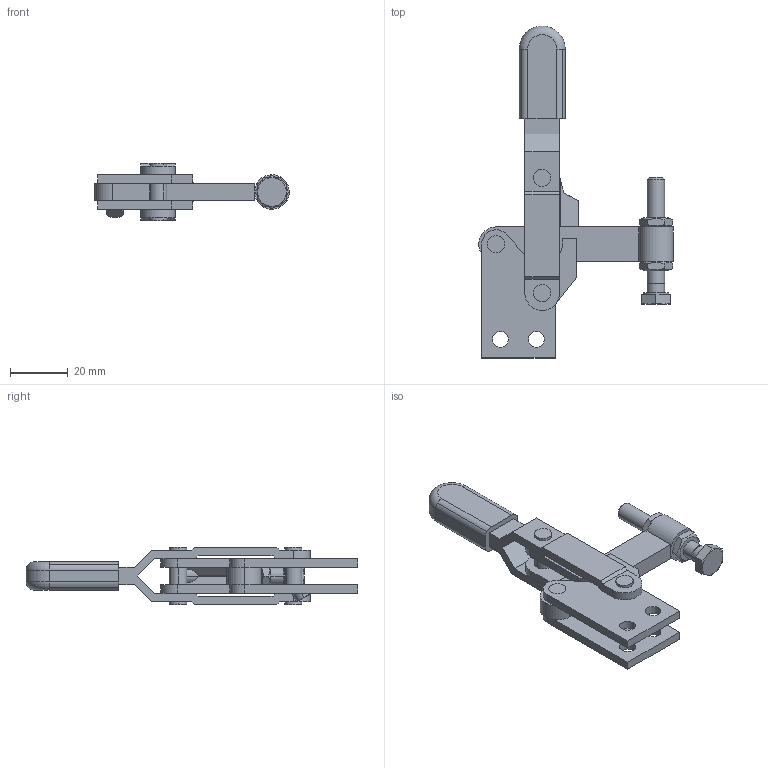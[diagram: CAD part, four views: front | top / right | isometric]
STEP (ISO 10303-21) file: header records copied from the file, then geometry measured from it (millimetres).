
FILE_DESCRIPTION((''),'2;1');
FILE_NAME('MG7S.stp','2006-07-11T16:29:07',('Matthew'),(''),'Autodesk Inventor 8','Autodesk Inventor 8','');
FILE_SCHEMA(('AUTOMOTIVE_DESIGN { 1 0 10303 214 1 1 1 1 }'));
Length unit declared in the file: millimetre
Products named in the file (6): MG7S; MG7S1; MG7S2; MG7S3; MG7S4; MG7S5
Assembly tree (5 placements, depth 2):
  MG7S
    MG7S1
    MG7S2
    MG7S3
    MG7S4
    MG7S5
Bounding box: 67.5 x 115.26 x 20 mm (x, y, z)
Volume: 25803.1 mm3; surface area: 18597.4 mm2
Topology: 6 solids, 6 shells, 229 faces, 581 edges, 385 vertices
Faces by surface type: plane 93, cylinder 72, bspline 36, cone 26, torus 2
Entity records: 7180 total; most frequent: CARTESIAN_POINT 1464, ORIENTED_EDGE 1162, DIRECTION 1156, EDGE_CURVE 581, AXIS2_PLACEMENT_3D 411, VERTEX_POINT 385, VECTOR 334, LINE 334
